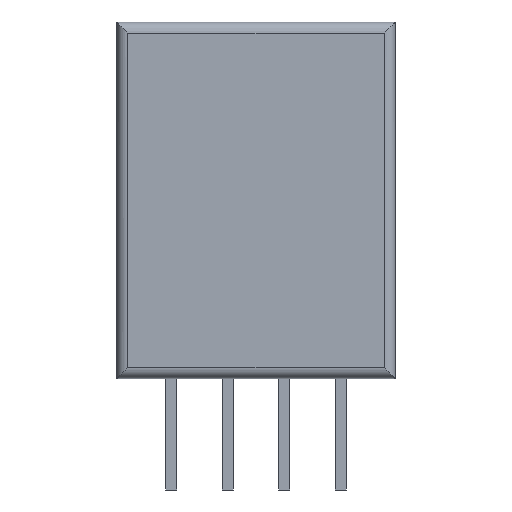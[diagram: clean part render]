
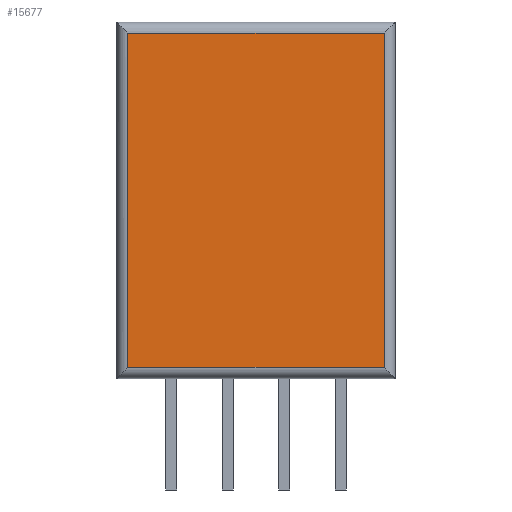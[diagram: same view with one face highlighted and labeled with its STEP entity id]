
A CAD part, left-side view. The second image highlights one B-rep face of the part: STEP entity #15677.
In plain terms, the highlighted planar face has unit normal (-1, 0, 0).
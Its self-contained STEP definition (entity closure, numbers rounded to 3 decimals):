
#495 = CARTESIAN_POINT ( 'NONE',  ( -3., 5.75, 15.5 ) ) ;
#1562 = VERTEX_POINT ( 'NONE', #495 ) ;
#1663 = ORIENTED_EDGE ( 'NONE', *, *, #16684, .T. ) ;
#1810 = EDGE_CURVE ( 'NONE', #17217, #1562, #6470, .T. ) ;
#2687 = CARTESIAN_POINT ( 'NONE',  ( -3., 6.25, 16. ) ) ;
#3199 = AXIS2_PLACEMENT_3D ( 'NONE', #2687, #13863, #16693 ) ;
#3337 = CARTESIAN_POINT ( 'NONE',  ( -3., 6.25, 15.5 ) ) ;
#3537 = CARTESIAN_POINT ( 'NONE',  ( -3., -5.75, 0.5 ) ) ;
#4293 = CARTESIAN_POINT ( 'NONE',  ( -3., 5.75, 16. ) ) ;
#4741 = DIRECTION ( 'NONE',  ( 0., 0., 1. ) ) ;
#4990 = CARTESIAN_POINT ( 'NONE',  ( -3., -5.75, 15.5 ) ) ;
#5110 = CARTESIAN_POINT ( 'NONE',  ( -3., 5.75, 0.5 ) ) ;
#5444 = VECTOR ( 'NONE', #10405, 1000. ) ;
#6004 = VECTOR ( 'NONE', #4741, 1000. ) ;
#6175 = VECTOR ( 'NONE', #19432, 1000. ) ;
#6276 = ORIENTED_EDGE ( 'NONE', *, *, #14995, .T. ) ;
#6470 = LINE ( 'NONE', #3337, #7216 ) ;
#7216 = VECTOR ( 'NONE', #9637, 1000. ) ;
#7433 = EDGE_LOOP ( 'NONE', ( #14238, #1663, #19077, #6276 ) ) ;
#8711 = LINE ( 'NONE', #4293, #5444 ) ;
#9637 = DIRECTION ( 'NONE',  ( 0., 1., 0. ) ) ;
#10405 = DIRECTION ( 'NONE',  ( 0., 0., -1. ) ) ;
#11315 = LINE ( 'NONE', #19144, #6175 ) ;
#12711 = EDGE_CURVE ( 'NONE', #15036, #15336, #11315, .T. ) ;
#13280 = FACE_OUTER_BOUND ( 'NONE', #7433, .T. ) ;
#13863 = DIRECTION ( 'NONE',  ( 1., 0., 0. ) ) ;
#14238 = ORIENTED_EDGE ( 'NONE', *, *, #1810, .T. ) ;
#14995 = EDGE_CURVE ( 'NONE', #15336, #17217, #17962, .T. ) ;
#15036 = VERTEX_POINT ( 'NONE', #5110 ) ;
#15336 = VERTEX_POINT ( 'NONE', #3537 ) ;
#15677 = ADVANCED_FACE ( 'NONE', ( #13280 ), #17871, .F. ) ;
#16684 = EDGE_CURVE ( 'NONE', #1562, #15036, #8711, .T. ) ;
#16693 = DIRECTION ( 'NONE',  ( 0., 0., 1. ) ) ;
#17217 = VERTEX_POINT ( 'NONE', #4990 ) ;
#17871 = PLANE ( 'NONE',  #3199 ) ;
#17962 = LINE ( 'NONE', #18152, #6004 ) ;
#18152 = CARTESIAN_POINT ( 'NONE',  ( -3., -5.75, 16. ) ) ;
#19077 = ORIENTED_EDGE ( 'NONE', *, *, #12711, .T. ) ;
#19144 = CARTESIAN_POINT ( 'NONE',  ( -3., 6.25, 0.5 ) ) ;
#19432 = DIRECTION ( 'NONE',  ( 0., -1., 0. ) ) ;
